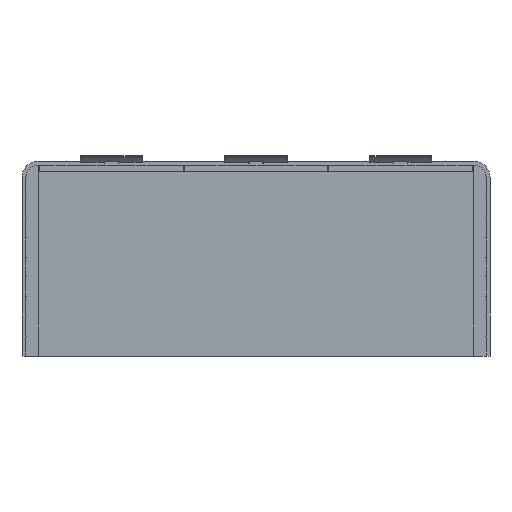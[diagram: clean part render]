
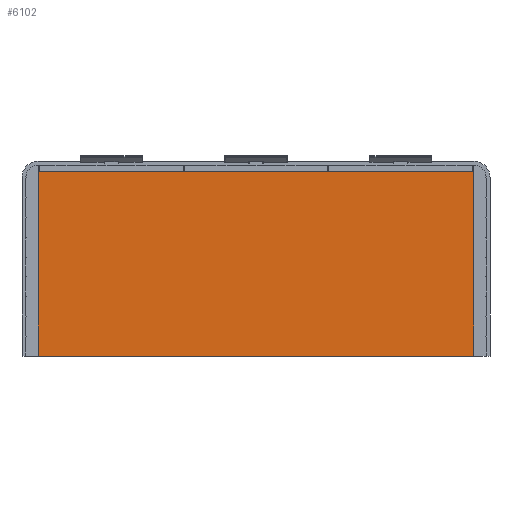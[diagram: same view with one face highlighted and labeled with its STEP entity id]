
A CAD part, front view. The second image highlights one B-rep face of the part: STEP entity #6102.
In plain terms, the highlighted planar face has unit normal (0, -1, 0).
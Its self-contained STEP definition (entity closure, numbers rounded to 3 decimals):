
#189 = CARTESIAN_POINT ( 'NONE',  ( 558., 0., 0. ) ) ;
#622 = VECTOR ( 'NONE', #1797, 1000. ) ;
#732 = VERTEX_POINT ( 'NONE', #4139 ) ;
#749 = DIRECTION ( 'NONE',  ( -1., 0., 0. ) ) ;
#791 = VECTOR ( 'NONE', #5349, 1000. ) ;
#974 = DIRECTION ( 'NONE',  ( 1., 0., 0. ) ) ;
#1296 = CARTESIAN_POINT ( 'NONE',  ( 558., 0., 474. ) ) ;
#1574 = VECTOR ( 'NONE', #2476, 1000. ) ;
#1646 = LINE ( 'NONE', #6011, #1574 ) ;
#1797 = DIRECTION ( 'NONE',  ( -1., 0., 0. ) ) ;
#1916 = CARTESIAN_POINT ( 'NONE',  ( 558., 0., 0. ) ) ;
#1941 = LINE ( 'NONE', #1296, #622 ) ;
#2046 = LINE ( 'NONE', #189, #2197 ) ;
#2197 = VECTOR ( 'NONE', #749, 1000. ) ;
#2230 = EDGE_CURVE ( 'NONE', #2452, #5198, #5595, .T. ) ;
#2410 = CARTESIAN_POINT ( 'NONE',  ( 558., 0., 1652.922 ) ) ;
#2452 = VERTEX_POINT ( 'NONE', #4121 ) ;
#2476 = DIRECTION ( 'NONE',  ( 0., 0., -1. ) ) ;
#2682 = EDGE_CURVE ( 'NONE', #2452, #3487, #1941, .T. ) ;
#2937 = EDGE_CURVE ( 'NONE', #3487, #732, #1646, .T. ) ;
#3322 = ORIENTED_EDGE ( 'NONE', *, *, #2937, .T. ) ;
#3338 = EDGE_LOOP ( 'NONE', ( #4586, #4591, #3322, #6057 ) ) ;
#3386 = AXIS2_PLACEMENT_3D ( 'NONE', #5723, #3389, #974 ) ;
#3389 = DIRECTION ( 'NONE',  ( 0., -1., 0. ) ) ;
#3487 = VERTEX_POINT ( 'NONE', #3808 ) ;
#3808 = CARTESIAN_POINT ( 'NONE',  ( -558., 0., 474. ) ) ;
#4121 = CARTESIAN_POINT ( 'NONE',  ( 558., 0., 474. ) ) ;
#4139 = CARTESIAN_POINT ( 'NONE',  ( -558., 0., 0. ) ) ;
#4586 = ORIENTED_EDGE ( 'NONE', *, *, #2230, .F. ) ;
#4591 = ORIENTED_EDGE ( 'NONE', *, *, #2682, .T. ) ;
#4790 = PLANE ( 'NONE',  #3386 ) ;
#5198 = VERTEX_POINT ( 'NONE', #1916 ) ;
#5349 = DIRECTION ( 'NONE',  ( 0., 0., -1. ) ) ;
#5595 = LINE ( 'NONE', #2410, #791 ) ;
#5723 = CARTESIAN_POINT ( 'NONE',  ( 558., 0., 1652.922 ) ) ;
#5764 = FACE_OUTER_BOUND ( 'NONE', #3338, .T. ) ;
#5958 = EDGE_CURVE ( 'NONE', #5198, #732, #2046, .T. ) ;
#6011 = CARTESIAN_POINT ( 'NONE',  ( -558., 0., 1652.922 ) ) ;
#6057 = ORIENTED_EDGE ( 'NONE', *, *, #5958, .F. ) ;
#6102 = ADVANCED_FACE ( 'NONE', ( #5764 ), #4790, .T. ) ;
